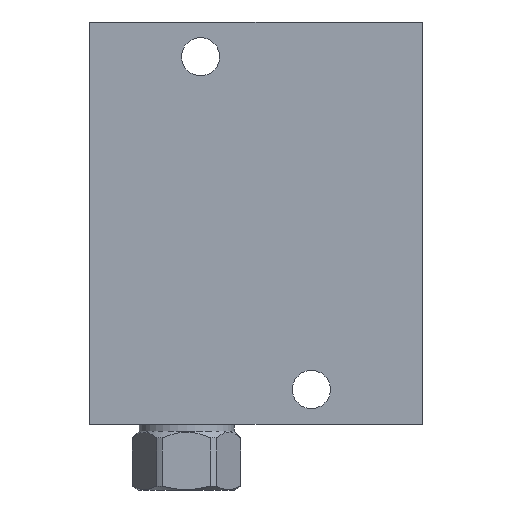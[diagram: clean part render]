
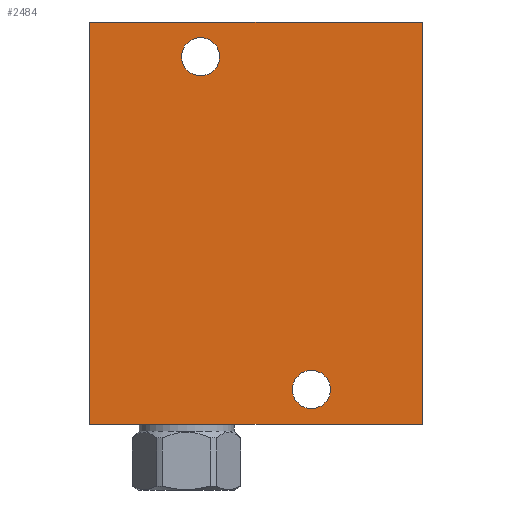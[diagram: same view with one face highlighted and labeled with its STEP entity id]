
A CAD part, front view. The second image highlights one B-rep face of the part: STEP entity #2484.
In plain terms, the highlighted planar face has unit normal (0, -1, 0).
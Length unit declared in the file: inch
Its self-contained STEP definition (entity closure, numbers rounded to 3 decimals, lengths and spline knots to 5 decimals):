
#5=DIRECTION('',(1.,0.,0.));
#6=VECTOR('',#5,3.);
#7=CARTESIAN_POINT('',(0.,-1.25,0.));
#8=LINE('',#7,#6);
#75=DIRECTION('',(0.,0.,1.));
#76=VECTOR('',#75,3.625);
#77=CARTESIAN_POINT('',(3.,-1.25,0.));
#78=LINE('',#77,#76);
#99=DIRECTION('',(0.,0.,1.));
#100=VECTOR('',#99,3.625);
#101=CARTESIAN_POINT('',(0.,-1.25,0.));
#102=LINE('',#101,#100);
#103=CARTESIAN_POINT('',(1.,-1.25,3.312));
#104=DIRECTION('',(0.,-1.,0.));
#105=DIRECTION('',(-1.,0.,0.));
#106=AXIS2_PLACEMENT_3D('',#103,#104,#105);
#108=CARTESIAN_POINT('',(1.,-1.25,3.312));
#109=DIRECTION('',(0.,-1.,0.));
#110=DIRECTION('',(1.,0.,0.));
#111=AXIS2_PLACEMENT_3D('',#108,#109,#110);
#113=CARTESIAN_POINT('',(2.,-1.25,0.312));
#114=DIRECTION('',(0.,-1.,0.));
#115=DIRECTION('',(-1.,0.,0.));
#116=AXIS2_PLACEMENT_3D('',#113,#114,#115);
#118=CARTESIAN_POINT('',(2.,-1.25,0.312));
#119=DIRECTION('',(0.,-1.,0.));
#120=DIRECTION('',(1.,0.,0.));
#121=AXIS2_PLACEMENT_3D('',#118,#119,#120);
#135=DIRECTION('',(1.,0.,0.));
#136=VECTOR('',#135,3.);
#137=CARTESIAN_POINT('',(0.,-1.25,3.625));
#138=LINE('',#137,#136);
#2089=CARTESIAN_POINT('',(0.,-1.25,0.));
#2091=VERTEX_POINT('',#2089);
#2092=CARTESIAN_POINT('',(3.,-1.25,0.));
#2093=VERTEX_POINT('',#2092);
#2097=CARTESIAN_POINT('',(0.,-1.25,3.625));
#2099=VERTEX_POINT('',#2097);
#2100=CARTESIAN_POINT('',(3.,-1.25,3.625));
#2101=VERTEX_POINT('',#2100);
#2249=CARTESIAN_POINT('',(0.828,-1.25,3.312));
#2250=CARTESIAN_POINT('',(1.172,-1.25,3.312));
#2251=VERTEX_POINT('',#2249);
#2252=VERTEX_POINT('',#2250);
#2257=CARTESIAN_POINT('',(1.828,-1.25,0.312));
#2258=CARTESIAN_POINT('',(2.172,-1.25,0.312));
#2259=VERTEX_POINT('',#2257);
#2260=VERTEX_POINT('',#2258);
#2460=CARTESIAN_POINT('',(0.,-1.25,0.));
#2461=DIRECTION('',(0.,-1.,0.));
#2462=DIRECTION('',(1.,0.,0.));
#2463=AXIS2_PLACEMENT_3D('',#2460,#2461,#2462);
#2464=PLANE('',#2463);
#2465=ORIENTED_EDGE('',*,*,#2366,.F.);
#2466=ORIENTED_EDGE('',*,*,#2391,.T.);
#2468=ORIENTED_EDGE('',*,*,#2467,.T.);
#2469=ORIENTED_EDGE('',*,*,#2440,.F.);
#2470=EDGE_LOOP('',(#2465,#2466,#2468,#2469));
#2471=FACE_OUTER_BOUND('',#2470,.F.);
#2473=ORIENTED_EDGE('',*,*,#2472,.T.);
#2475=ORIENTED_EDGE('',*,*,#2474,.T.);
#2476=EDGE_LOOP('',(#2473,#2475));
#2477=FACE_BOUND('',#2476,.F.);
#2479=ORIENTED_EDGE('',*,*,#2478,.T.);
#2481=ORIENTED_EDGE('',*,*,#2480,.T.);
#2482=EDGE_LOOP('',(#2479,#2481));
#2483=FACE_BOUND('',#2482,.F.);
#2484=ADVANCED_FACE('',(#2471,#2477,#2483),#2464,.T.);
#107=CIRCLE('',#106,0.172);
#112=CIRCLE('',#111,0.172);
#117=CIRCLE('',#116,0.172);
#122=CIRCLE('',#121,0.172);
#2366=EDGE_CURVE('',#2091,#2093,#8,.T.);
#2391=EDGE_CURVE('',#2091,#2099,#102,.T.);
#2440=EDGE_CURVE('',#2093,#2101,#78,.T.);
#2467=EDGE_CURVE('',#2099,#2101,#138,.T.);
#2472=EDGE_CURVE('',#2251,#2252,#107,.T.);
#2474=EDGE_CURVE('',#2252,#2251,#112,.T.);
#2478=EDGE_CURVE('',#2259,#2260,#117,.T.);
#2480=EDGE_CURVE('',#2260,#2259,#122,.T.);
